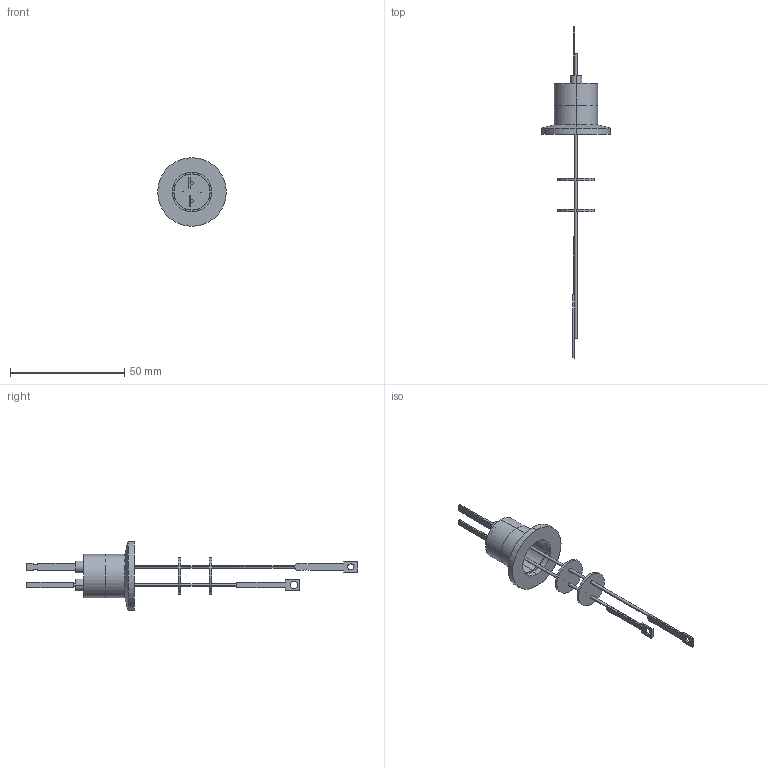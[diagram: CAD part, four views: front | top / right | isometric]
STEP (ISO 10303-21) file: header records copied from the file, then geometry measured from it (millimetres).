
FILE_DESCRIPTION (( 'STEP AP203' ), '1' );
FILE_NAME ('A0392-1-QF.STEP', '2011-11-17T16:42:51', ( '' ), ( '' ), 'SwSTEP 2.0', 'SolidWorks 2011', '' );
FILE_SCHEMA (( 'CONFIG_CONTROL_DESIGN' ));
Length unit declared in the file: inch
Products named in the file (1): A0392-1-QF
Bounding box: 29.97 x 145.16 x 29.97 mm (x, y, z)
Volume: 4632 mm3; surface area: 7048.9 mm2
Topology: 1 solids, 3 shells, 156 faces, 383 edges, 254 vertices
Faces by surface type: cylinder 82, plane 63, cone 7, bspline 4
Entity records: 4843 total; most frequent: DIRECTION 874, CARTESIAN_POINT 866, ORIENTED_EDGE 766, EDGE_CURVE 383, AXIS2_PLACEMENT_3D 342, VERTEX_POINT 254, EDGE_LOOP 197, LINE 190
